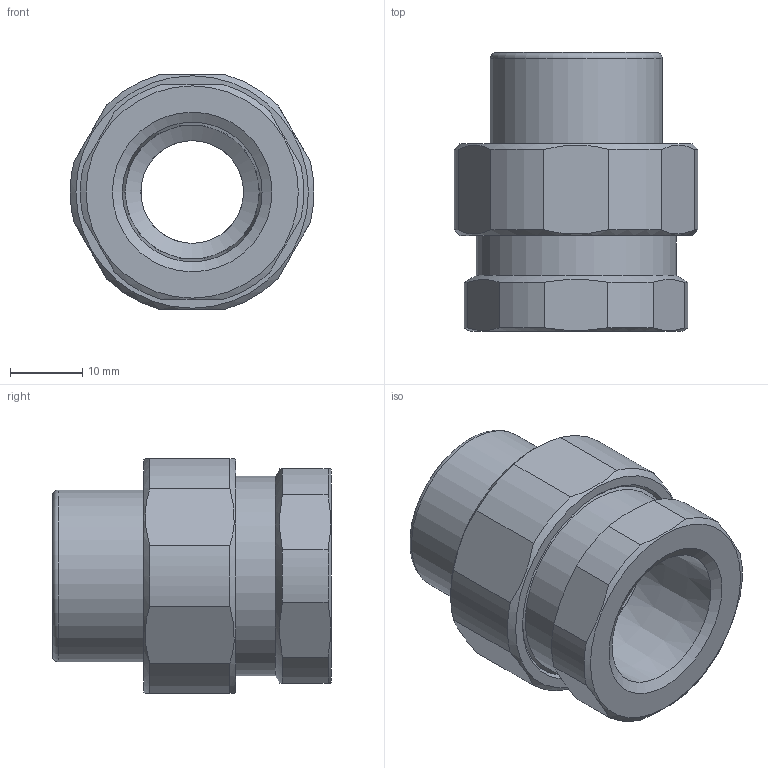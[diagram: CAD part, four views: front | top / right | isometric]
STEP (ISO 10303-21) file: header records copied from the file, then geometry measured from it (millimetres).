
FILE_DESCRIPTION(/* description */ (''),/* implementation_level */ '2;1');
FILE_NAME(/* name */ 'UNF50.stp',/* time_stamp */ '2021-04-06T13:34:45-05:00',/* author */ ('nsantoro'),/* organization */ (''),/* preprocessor_version */ 'ST-DEVELOPER v18',/* originating_system */ 'Autodesk Inventor 2020',/* authorisation */ '');
FILE_SCHEMA (('AUTOMOTIVE_DESIGN { 1 0 10303 214 3 1 1 }'));
Length unit declared in the file: inch
Products named in the file (1): UNF50_Shrinkwrap_1
Bounding box: 33.72 x 38.61 x 32.54 mm (x, y, z)
Volume: 17197 mm3; surface area: 10333.8 mm2
Topology: 3 solids, 3 shells, 55 faces, 160 edges, 111 vertices
Faces by surface type: cylinder 20, plane 18, cone 16, torus 1
Full cylindrical faces by diameter (mm): 14.224 x2, 23.876 x1, 24.13 x1, 27.686 x1, 28.448 x1, 28.702 x1, 29.718 x1
Entity records: 1970 total; most frequent: CARTESIAN_POINT 375, DIRECTION 336, ORIENTED_EDGE 320, EDGE_CURVE 160, AXIS2_PLACEMENT_3D 144, VERTEX_POINT 111, CIRCLE 88, EDGE_LOOP 61
